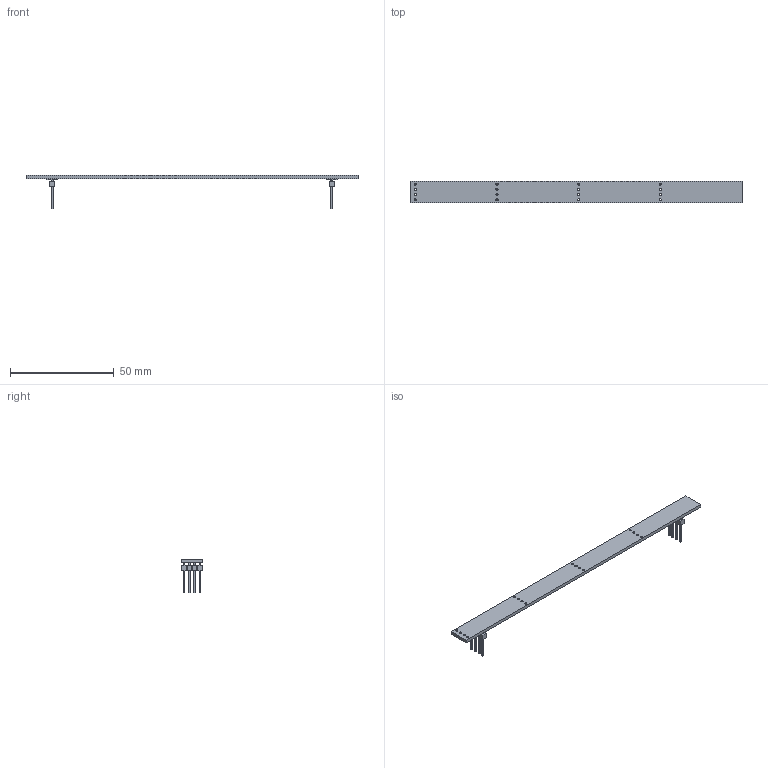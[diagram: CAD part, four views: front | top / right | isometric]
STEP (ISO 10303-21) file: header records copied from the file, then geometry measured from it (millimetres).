
FILE_DESCRIPTION(('FreeCAD Model'),'2;1');
FILE_NAME('PCB1009_OLED_RISER1.step', '2017-08-01T19:49:53',('kicad StepUp'),('ksu MCAD'), 'Open CASCADE STEP processor 6.8','FreeCAD','Unknown');
FILE_SCHEMA(('AUTOMOTIVE_DESIGN_CC2 { 1 2 10303 214 -1 1 5 4 }'));
Length unit declared in the file: millimetre
Products named in the file (4): ASSEMBLY; Pcb; TSM-104-03-T-SV_; TSM-104-03-T-SV_001
Assembly tree (3 placements, depth 2):
  ASSEMBLY
    Pcb
    TSM-104-03-T-SV_
    TSM-104-03-T-SV_001
Bounding box: 160 x 10.16 x 16.08 mm (x, y, z)
Volume: 2754.4 mm3; surface area: 4495.4 mm2
Topology: 5 solids, 5 shells, 230 faces, 636 edges, 424 vertices
Faces by surface type: plane 198, cylinder 32
Full cylindrical faces by diameter (mm): 1.016 x16
Entity records: 18640 total; most frequent: CARTESIAN_POINT 4294, DIRECTION 2344, LINE 1716, VECTOR 1716, ORIENTED_EDGE 1272, PCURVE 1272, DEFINITIONAL_REPRESENTATION 1272, EDGE_CURVE 636
